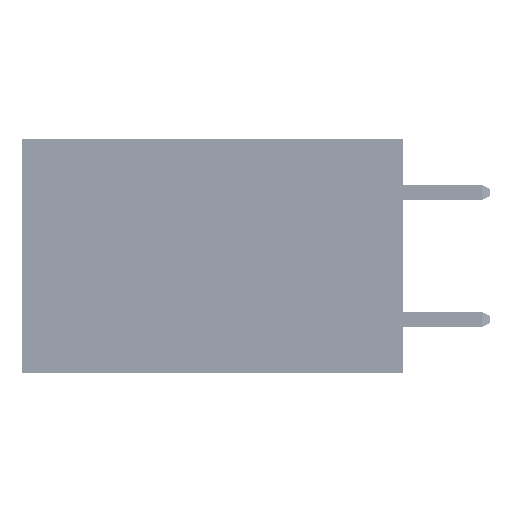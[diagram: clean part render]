
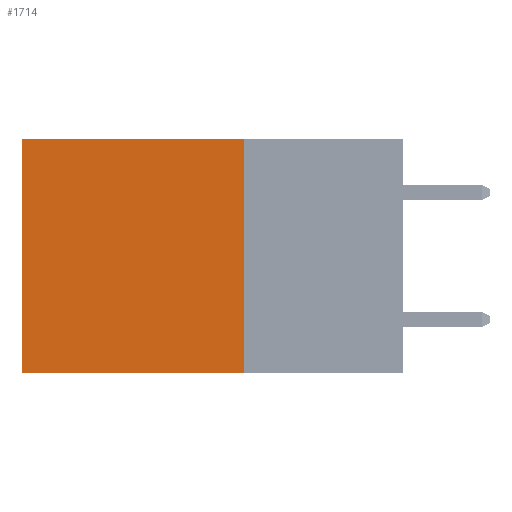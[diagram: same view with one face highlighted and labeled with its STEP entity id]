
A CAD part, left-side view. The second image highlights one B-rep face of the part: STEP entity #1714.
In plain terms, the highlighted planar face has unit normal (-1, 0, 0).
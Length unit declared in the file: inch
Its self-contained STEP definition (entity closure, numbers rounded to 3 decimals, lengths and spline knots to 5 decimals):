
#1714 = ADVANCED_FACE ( 'NONE', ( #26455 ), #27318, .F. ) ;
#3675 = CARTESIAN_POINT ( 'NONE',  ( 0.2875, 0.25, -0.37 ) ) ;
#5381 = CARTESIAN_POINT ( 'NONE',  ( 0.2875, 0.25, 0. ) ) ;
#10112 = CARTESIAN_POINT ( 'NONE',  ( 0.2875, 0.25, 0. ) ) ;
#10563 = ORIENTED_EDGE ( 'NONE', *, *, #11365, .T. ) ;
#11365 = EDGE_CURVE ( 'NONE', #36025, #26228, #17812, .T. ) ;
#16443 = LINE ( 'NONE', #10112, #19582 ) ;
#16610 = ORIENTED_EDGE ( 'NONE', *, *, #17062, .T. ) ;
#17062 = EDGE_CURVE ( 'NONE', #26228, #45587, #48695, .T. ) ;
#17812 = LINE ( 'NONE', #5381, #41661 ) ;
#18769 = ORIENTED_EDGE ( 'NONE', *, *, #21827, .F. ) ;
#19071 = CARTESIAN_POINT ( 'NONE',  ( 0.2875, 0.25, 0. ) ) ;
#19423 = DIRECTION ( 'NONE',  ( 0., 0., -1. ) ) ;
#19582 = VECTOR ( 'NONE', #50169, 39.37008 ) ;
#19801 = DIRECTION ( 'NONE',  ( 0., 1., 0. ) ) ;
#21827 = EDGE_CURVE ( 'NONE', #38953, #45587, #29666, .T. ) ;
#23479 = DIRECTION ( 'NONE',  ( 1., 0., 0. ) ) ;
#24844 = AXIS2_PLACEMENT_3D ( 'NONE', #19071, #23479, #19423 ) ;
#25893 = DIRECTION ( 'NONE',  ( 0., 0., -1. ) ) ;
#26228 = VERTEX_POINT ( 'NONE', #42453 ) ;
#26455 = FACE_OUTER_BOUND ( 'NONE', #40423, .T. ) ;
#27318 = PLANE ( 'NONE',  #24844 ) ;
#29666 = LINE ( 'NONE', #3675, #37755 ) ;
#29736 = CARTESIAN_POINT ( 'NONE',  ( 0.2875, 0.6, 0. ) ) ;
#30900 = CARTESIAN_POINT ( 'NONE',  ( 0.2875, 0.25, 0. ) ) ;
#32792 = EDGE_CURVE ( 'NONE', #36025, #38953, #16443, .T. ) ;
#36025 = VERTEX_POINT ( 'NONE', #30900 ) ;
#37755 = VECTOR ( 'NONE', #19801, 39.37008 ) ;
#38037 = VECTOR ( 'NONE', #25893, 39.37008 ) ;
#38364 = CARTESIAN_POINT ( 'NONE',  ( 0.2875, 0.6, -0.37 ) ) ;
#38953 = VERTEX_POINT ( 'NONE', #41221 ) ;
#40423 = EDGE_LOOP ( 'NONE', ( #16610, #18769, #45486, #10563 ) ) ;
#41221 = CARTESIAN_POINT ( 'NONE',  ( 0.2875, 0.25, -0.37 ) ) ;
#41661 = VECTOR ( 'NONE', #42164, 39.37008 ) ;
#42164 = DIRECTION ( 'NONE',  ( 0., 1., 0. ) ) ;
#42453 = CARTESIAN_POINT ( 'NONE',  ( 0.2875, 0.6, 0. ) ) ;
#45486 = ORIENTED_EDGE ( 'NONE', *, *, #32792, .F. ) ;
#45587 = VERTEX_POINT ( 'NONE', #38364 ) ;
#48695 = LINE ( 'NONE', #29736, #38037 ) ;
#50169 = DIRECTION ( 'NONE',  ( 0., 0., -1. ) ) ;
